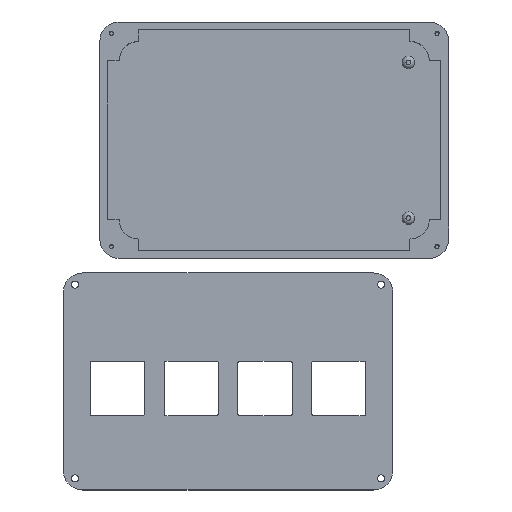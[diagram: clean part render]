
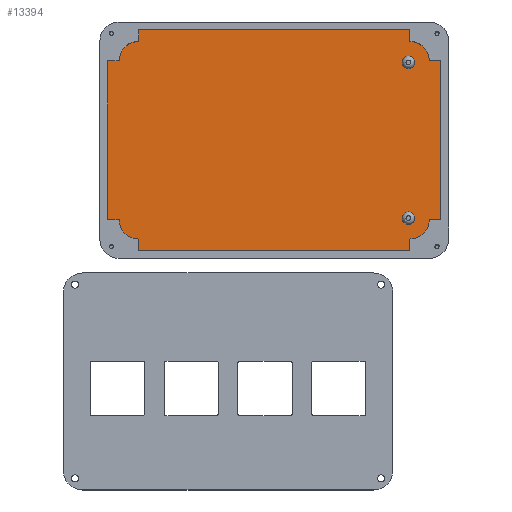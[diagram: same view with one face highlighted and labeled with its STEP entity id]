
A CAD part, top view. The second image highlights one B-rep face of the part: STEP entity #13394.
In plain terms, the highlighted planar face has unit normal (0, 0, 1).
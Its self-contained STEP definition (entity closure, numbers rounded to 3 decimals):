
#400=FACE_BOUND('',#1587,.T.);
#401=FACE_BOUND('',#1588,.T.);
#454=PLANE('',#14201);
#809=FACE_OUTER_BOUND('',#1586,.T.);
#1586=EDGE_LOOP('',(#9856,#9857,#9858,#9859,#9860,#9861,#9862,#9863,#9864,
#9865,#9866,#9867,#9868,#9869,#9870,#9871));
#1587=EDGE_LOOP('',(#9872));
#1588=EDGE_LOOP('',(#9873));
#2244=CIRCLE('',#14193,5.);
#2246=CIRCLE('',#14196,5.);
#2248=CIRCLE('',#14199,5.);
#2250=CIRCLE('',#14202,5.);
#2251=CIRCLE('',#14203,1.6);
#2252=CIRCLE('',#14204,1.6);
#3580=LINE('',#23421,#4578);
#3582=LINE('',#23427,#4580);
#3585=LINE('',#23432,#4583);
#3592=LINE('',#23450,#4590);
#3594=LINE('',#23456,#4592);
#3597=LINE('',#23461,#4595);
#3602=LINE('',#23476,#4600);
#3608=LINE('',#23488,#4606);
#3610=LINE('',#23491,#4608);
#3614=LINE('',#23505,#4612);
#3620=LINE('',#23517,#4618);
#3622=LINE('',#23520,#4620);
#4578=VECTOR('',#15126,10.);
#4580=VECTOR('',#15130,10.);
#4583=VECTOR('',#15135,10.);
#4590=VECTOR('',#15148,10.);
#4592=VECTOR('',#15152,10.);
#4595=VECTOR('',#15157,10.);
#4600=VECTOR('',#15168,10.);
#4606=VECTOR('',#15176,10.);
#4608=VECTOR('',#15180,10.);
#4612=VECTOR('',#15190,10.);
#4618=VECTOR('',#15198,10.);
#4620=VECTOR('',#15202,10.);
#5999=VERTEX_POINT('',#23415);
#6001=VERTEX_POINT('',#23419);
#6002=VERTEX_POINT('',#23423);
#6004=VERTEX_POINT('',#23426);
#6011=VERTEX_POINT('',#23444);
#6013=VERTEX_POINT('',#23448);
#6014=VERTEX_POINT('',#23452);
#6016=VERTEX_POINT('',#23455);
#6022=VERTEX_POINT('',#23472);
#6024=VERTEX_POINT('',#23475);
#6027=VERTEX_POINT('',#23482);
#6029=VERTEX_POINT('',#23486);
#6034=VERTEX_POINT('',#23501);
#6036=VERTEX_POINT('',#23504);
#6039=VERTEX_POINT('',#23511);
#6041=VERTEX_POINT('',#23515);
#6046=VERTEX_POINT('',#23540);
#6047=VERTEX_POINT('',#23542);
#7539=EDGE_CURVE('',#5999,#6001,#3580,.T.);
#7541=EDGE_CURVE('',#6002,#6004,#3582,.T.);
#7544=EDGE_CURVE('',#6001,#6004,#3585,.T.);
#7553=EDGE_CURVE('',#6011,#6013,#3592,.T.);
#7555=EDGE_CURVE('',#6014,#6016,#3594,.T.);
#7558=EDGE_CURVE('',#6013,#6016,#3597,.T.);
#7565=EDGE_CURVE('',#6022,#6024,#3602,.T.);
#7571=EDGE_CURVE('',#6027,#6029,#3608,.T.);
#7573=EDGE_CURVE('',#6029,#6024,#3610,.T.);
#7579=EDGE_CURVE('',#6034,#6036,#3614,.T.);
#7585=EDGE_CURVE('',#6039,#6041,#3620,.T.);
#7587=EDGE_CURVE('',#6041,#6036,#3622,.T.);
#7592=EDGE_CURVE('',#6002,#6027,#2244,.T.);
#7594=EDGE_CURVE('',#6014,#5999,#2246,.T.);
#7596=EDGE_CURVE('',#6022,#6039,#2248,.T.);
#7598=EDGE_CURVE('',#6034,#6011,#2250,.T.);
#7599=EDGE_CURVE('',#6046,#6046,#2251,.T.);
#7600=EDGE_CURVE('',#6047,#6047,#2252,.T.);
#9856=ORIENTED_EDGE('',*,*,#7592,.T.);
#9857=ORIENTED_EDGE('',*,*,#7571,.T.);
#9858=ORIENTED_EDGE('',*,*,#7573,.T.);
#9859=ORIENTED_EDGE('',*,*,#7565,.F.);
#9860=ORIENTED_EDGE('',*,*,#7596,.T.);
#9861=ORIENTED_EDGE('',*,*,#7585,.T.);
#9862=ORIENTED_EDGE('',*,*,#7587,.T.);
#9863=ORIENTED_EDGE('',*,*,#7579,.F.);
#9864=ORIENTED_EDGE('',*,*,#7598,.T.);
#9865=ORIENTED_EDGE('',*,*,#7553,.T.);
#9866=ORIENTED_EDGE('',*,*,#7558,.T.);
#9867=ORIENTED_EDGE('',*,*,#7555,.F.);
#9868=ORIENTED_EDGE('',*,*,#7594,.T.);
#9869=ORIENTED_EDGE('',*,*,#7539,.T.);
#9870=ORIENTED_EDGE('',*,*,#7544,.T.);
#9871=ORIENTED_EDGE('',*,*,#7541,.F.);
#9872=ORIENTED_EDGE('',*,*,#7599,.T.);
#9873=ORIENTED_EDGE('',*,*,#7600,.T.);
#13394=ADVANCED_FACE('',(#809,#400,#401),#454,.T.);
#14193=AXIS2_PLACEMENT_3D('',#23530,#15211,#15212);
#14196=AXIS2_PLACEMENT_3D('',#23533,#15217,#15218);
#14199=AXIS2_PLACEMENT_3D('',#23536,#15223,#15224);
#14201=AXIS2_PLACEMENT_3D('',#23538,#15227,#15228);
#14202=AXIS2_PLACEMENT_3D('',#23539,#15229,#15230);
#14203=AXIS2_PLACEMENT_3D('',#23541,#15231,#15232);
#14204=AXIS2_PLACEMENT_3D('',#23543,#15233,#15234);
#15126=DIRECTION('',(0.,-1.,0.));
#15130=DIRECTION('',(0.,-1.,0.));
#15135=DIRECTION('',(1.,0.,0.));
#15148=DIRECTION('',(-1.,0.,0.));
#15152=DIRECTION('',(-1.,0.,0.));
#15157=DIRECTION('',(0.,-1.,0.));
#15168=DIRECTION('',(1.,0.,0.));
#15176=DIRECTION('',(1.,0.,0.));
#15180=DIRECTION('',(0.,1.,0.));
#15190=DIRECTION('',(0.,1.,0.));
#15198=DIRECTION('',(0.,1.,0.));
#15202=DIRECTION('',(-1.,0.,0.));
#15211=DIRECTION('center_axis',(0.,0.,1.));
#15212=DIRECTION('ref_axis',(0.707,-0.707,0.));
#15217=DIRECTION('center_axis',(0.,0.,1.));
#15218=DIRECTION('ref_axis',(-0.707,-0.707,0.));
#15223=DIRECTION('center_axis',(0.,0.,1.));
#15224=DIRECTION('ref_axis',(0.707,0.707,0.));
#15227=DIRECTION('center_axis',(0.,0.,1.));
#15228=DIRECTION('ref_axis',(1.,0.,0.));
#15229=DIRECTION('center_axis',(0.,0.,1.));
#15230=DIRECTION('ref_axis',(-0.707,0.707,0.));
#15231=DIRECTION('center_axis',(0.,0.,-1.));
#15232=DIRECTION('ref_axis',(-1.,0.,0.));
#15233=DIRECTION('center_axis',(0.,0.,-1.));
#15234=DIRECTION('ref_axis',(-1.,0.,0.));
#23415=CARTESIAN_POINT('',(5.,0.,3.));
#23419=CARTESIAN_POINT('',(5.,-3.,3.));
#23421=CARTESIAN_POINT('',(5.,0.,3.));
#23423=CARTESIAN_POINT('',(75.,0.,3.));
#23426=CARTESIAN_POINT('',(75.,-3.,3.));
#23427=CARTESIAN_POINT('',(75.,0.,3.));
#23432=CARTESIAN_POINT('',(60.,-3.,3.));
#23444=CARTESIAN_POINT('',(0.,46.,3.));
#23448=CARTESIAN_POINT('',(-3.,46.,3.));
#23450=CARTESIAN_POINT('',(0.,46.,3.));
#23452=CARTESIAN_POINT('',(0.,5.,3.));
#23455=CARTESIAN_POINT('',(-3.,5.,3.));
#23456=CARTESIAN_POINT('',(0.,5.,3.));
#23461=CARTESIAN_POINT('',(-3.,12.75,3.));
#23472=CARTESIAN_POINT('',(80.,46.,3.));
#23475=CARTESIAN_POINT('',(83.,46.,3.));
#23476=CARTESIAN_POINT('',(80.,46.,3.));
#23482=CARTESIAN_POINT('',(80.,5.,3.));
#23486=CARTESIAN_POINT('',(83.,5.,3.));
#23488=CARTESIAN_POINT('',(80.,5.,3.));
#23491=CARTESIAN_POINT('',(83.,38.25,3.));
#23501=CARTESIAN_POINT('',(5.,51.,3.));
#23504=CARTESIAN_POINT('',(5.,54.,3.));
#23505=CARTESIAN_POINT('',(5.,51.,3.));
#23511=CARTESIAN_POINT('',(75.,51.,3.));
#23515=CARTESIAN_POINT('',(75.,54.,3.));
#23517=CARTESIAN_POINT('',(75.,51.,3.));
#23520=CARTESIAN_POINT('',(20.,54.,3.));
#23530=CARTESIAN_POINT('Origin',(75.,5.,3.));
#23533=CARTESIAN_POINT('Origin',(5.,5.,3.));
#23536=CARTESIAN_POINT('Origin',(75.,46.,3.));
#23538=CARTESIAN_POINT('Origin',(40.,25.5,3.));
#23539=CARTESIAN_POINT('Origin',(5.,46.,3.));
#23540=CARTESIAN_POINT('',(76.2,5.4,3.));
#23541=CARTESIAN_POINT('Origin',(74.6,5.4,3.));
#23542=CARTESIAN_POINT('',(76.2,45.6,3.));
#23543=CARTESIAN_POINT('Origin',(74.6,45.6,3.));
